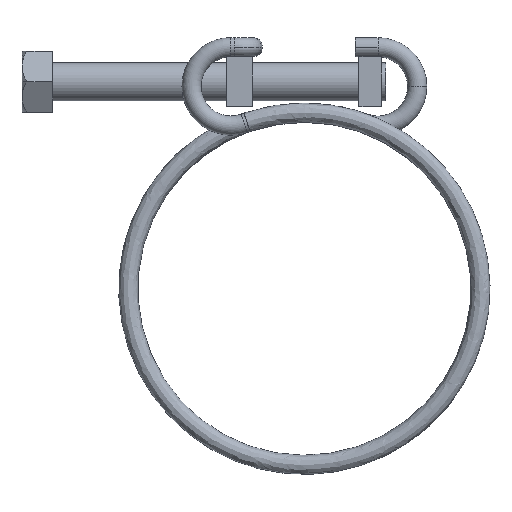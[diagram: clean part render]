
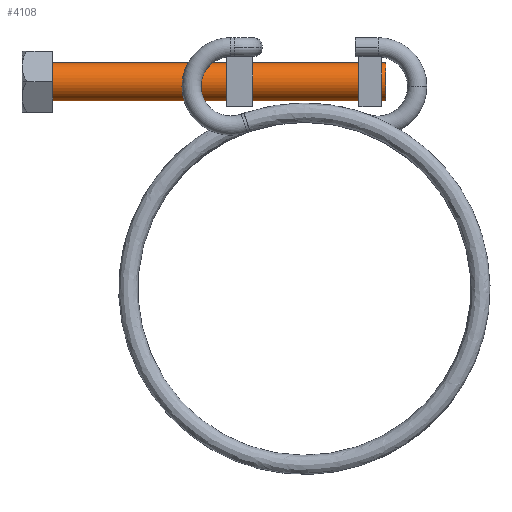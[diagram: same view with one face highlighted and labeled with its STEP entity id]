
A CAD part, top view. The second image highlights one B-rep face of the part: STEP entity #4108.
In plain terms, the highlighted cylindrical face has radius 2.5 mm (diameter 5 mm), a partial arc.
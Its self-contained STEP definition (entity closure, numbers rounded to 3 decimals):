
#66 = VERTEX_POINT ( 'NONE', #5782 ) ;
#534 = DIRECTION ( 'NONE',  ( 1., 0., 0. ) ) ;
#861 = ORIENTED_EDGE ( 'NONE', *, *, #7630, .F. ) ;
#1089 = DIRECTION ( 'NONE',  ( 0., -1., 0. ) ) ;
#1146 = EDGE_CURVE ( 'NONE', #6566, #2225, #8450, .T. ) ;
#1320 = EDGE_CURVE ( 'NONE', #5294, #2225, #1987, .T. ) ;
#1644 = ORIENTED_EDGE ( 'NONE', *, *, #1146, .F. ) ;
#1987 = CIRCLE ( 'NONE', #5027, 2.5 ) ;
#2225 = VERTEX_POINT ( 'NONE', #8212 ) ;
#2364 = DIRECTION ( 'NONE',  ( -1., 0., 0. ) ) ;
#2558 = CARTESIAN_POINT ( 'NONE',  ( -32.881, 27.05, 0. ) ) ;
#2995 = CYLINDRICAL_SURFACE ( 'NONE', #6070, 2.5 ) ;
#3963 = CIRCLE ( 'NONE', #7765, 2.5 ) ;
#3974 = CARTESIAN_POINT ( 'NONE',  ( 10.619, 27.05, 0. ) ) ;
#4108 = ADVANCED_FACE ( 'NONE', ( #7878 ), #2995, .T. ) ;
#4537 = DIRECTION ( 'NONE',  ( 0., 1., 0. ) ) ;
#4607 = EDGE_CURVE ( 'NONE', #66, #5294, #7964, .T. ) ;
#4728 = VECTOR ( 'NONE', #8301, 1000. ) ;
#4962 = CARTESIAN_POINT ( 'NONE',  ( 10.619, 24.55, 0. ) ) ;
#5027 = AXIS2_PLACEMENT_3D ( 'NONE', #2558, #8153, #4537 ) ;
#5199 = EDGE_LOOP ( 'NONE', ( #861, #7304, #7252, #1644 ) ) ;
#5294 = VERTEX_POINT ( 'NONE', #8649 ) ;
#5782 = CARTESIAN_POINT ( 'NONE',  ( 10.619, 29.55, 0. ) ) ;
#6070 = AXIS2_PLACEMENT_3D ( 'NONE', #8012, #7327, #1089 ) ;
#6566 = VERTEX_POINT ( 'NONE', #8949 ) ;
#6637 = CARTESIAN_POINT ( 'NONE',  ( 10.619, 29.55, 0. ) ) ;
#7252 = ORIENTED_EDGE ( 'NONE', *, *, #1320, .T. ) ;
#7304 = ORIENTED_EDGE ( 'NONE', *, *, #4607, .T. ) ;
#7327 = DIRECTION ( 'NONE',  ( -1., 0., 0. ) ) ;
#7630 = EDGE_CURVE ( 'NONE', #66, #6566, #3963, .T. ) ;
#7765 = AXIS2_PLACEMENT_3D ( 'NONE', #3974, #534, #8184 ) ;
#7786 = VECTOR ( 'NONE', #2364, 1000. ) ;
#7878 = FACE_OUTER_BOUND ( 'NONE', #5199, .T. ) ;
#7964 = LINE ( 'NONE', #6637, #7786 ) ;
#8012 = CARTESIAN_POINT ( 'NONE',  ( 10.619, 27.05, 0. ) ) ;
#8153 = DIRECTION ( 'NONE',  ( 1., 0., 0. ) ) ;
#8184 = DIRECTION ( 'NONE',  ( 0., 1., 0. ) ) ;
#8212 = CARTESIAN_POINT ( 'NONE',  ( -32.881, 24.55, 0. ) ) ;
#8301 = DIRECTION ( 'NONE',  ( -1., 0., 0. ) ) ;
#8450 = LINE ( 'NONE', #4962, #4728 ) ;
#8649 = CARTESIAN_POINT ( 'NONE',  ( -32.881, 29.55, 0. ) ) ;
#8949 = CARTESIAN_POINT ( 'NONE',  ( 10.619, 24.55, 0. ) ) ;
